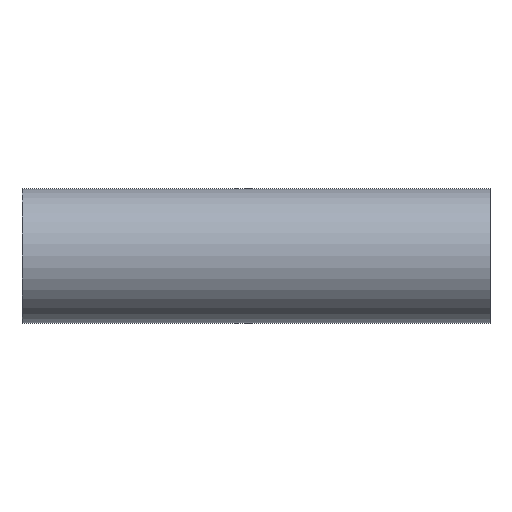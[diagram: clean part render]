
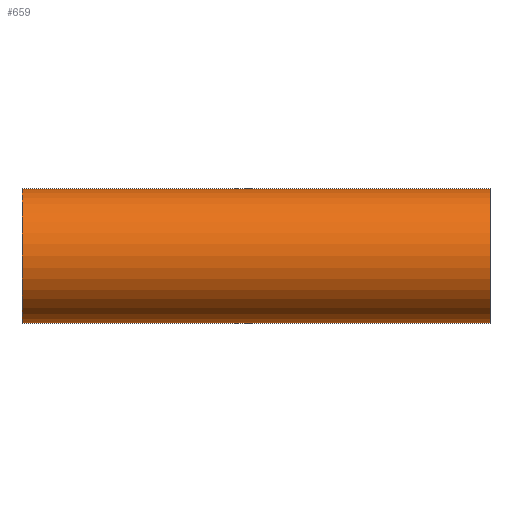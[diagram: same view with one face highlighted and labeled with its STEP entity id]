
A CAD part, left-side view. The second image highlights one B-rep face of the part: STEP entity #659.
In plain terms, the highlighted cylindrical face has radius 57.5 mm (diameter 115 mm), a partial arc.
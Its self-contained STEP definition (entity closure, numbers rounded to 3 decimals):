
#43 = EDGE_CURVE ( 'NONE', #346, #674, #349, .T. ) ;
#60 = DIRECTION ( 'NONE',  ( 0., 1., 0. ) ) ;
#115 = DIRECTION ( 'NONE',  ( 0., 0., -1. ) ) ;
#117 = ORIENTED_EDGE ( 'NONE', *, *, #333, .F. ) ;
#159 = AXIS2_PLACEMENT_3D ( 'NONE', #578, #60, #298 ) ;
#165 = DIRECTION ( 'NONE',  ( 0., -1., 0. ) ) ;
#226 = VERTEX_POINT ( 'NONE', #753 ) ;
#263 = ORIENTED_EDGE ( 'NONE', *, *, #43, .F. ) ;
#286 = CARTESIAN_POINT ( 'NONE',  ( 0., 250., 0. ) ) ;
#298 = DIRECTION ( 'NONE',  ( 0., 0., 1. ) ) ;
#303 = EDGE_CURVE ( 'NONE', #533, #226, #706, .T. ) ;
#317 = AXIS2_PLACEMENT_3D ( 'NONE', #286, #515, #115 ) ;
#332 = CARTESIAN_POINT ( 'NONE',  ( 0., 250., -57.5 ) ) ;
#333 = EDGE_CURVE ( 'NONE', #226, #346, #423, .T. ) ;
#336 = DIRECTION ( 'NONE',  ( 0., -1., 0. ) ) ;
#343 = EDGE_LOOP ( 'NONE', ( #117, #427, #463, #263 ) ) ;
#346 = VERTEX_POINT ( 'NONE', #413 ) ;
#349 = CIRCLE ( 'NONE', #447, 57.5 ) ;
#410 = VECTOR ( 'NONE', #165, 1000. ) ;
#413 = CARTESIAN_POINT ( 'NONE',  ( 0., -150., 57.5 ) ) ;
#423 = LINE ( 'NONE', #545, #449 ) ;
#427 = ORIENTED_EDGE ( 'NONE', *, *, #303, .F. ) ;
#437 = DIRECTION ( 'NONE',  ( 0., 0., 1. ) ) ;
#447 = AXIS2_PLACEMENT_3D ( 'NONE', #570, #336, #437 ) ;
#449 = VECTOR ( 'NONE', #532, 1000. ) ;
#455 = LINE ( 'NONE', #460, #410 ) ;
#460 = CARTESIAN_POINT ( 'NONE',  ( 0., 250., -57.5 ) ) ;
#463 = ORIENTED_EDGE ( 'NONE', *, *, #667, .T. ) ;
#515 = DIRECTION ( 'NONE',  ( 0., -1., 0. ) ) ;
#517 = CARTESIAN_POINT ( 'NONE',  ( 0., -150., -57.5 ) ) ;
#532 = DIRECTION ( 'NONE',  ( 0., -1., 0. ) ) ;
#533 = VERTEX_POINT ( 'NONE', #332 ) ;
#545 = CARTESIAN_POINT ( 'NONE',  ( 0., 250., 57.5 ) ) ;
#570 = CARTESIAN_POINT ( 'NONE',  ( 0., -150., 0. ) ) ;
#578 = CARTESIAN_POINT ( 'NONE',  ( 0., 250., 0. ) ) ;
#586 = FACE_OUTER_BOUND ( 'NONE', #343, .T. ) ;
#659 = ADVANCED_FACE ( 'NONE', ( #586 ), #689, .T. ) ;
#667 = EDGE_CURVE ( 'NONE', #533, #674, #455, .T. ) ;
#674 = VERTEX_POINT ( 'NONE', #517 ) ;
#689 = CYLINDRICAL_SURFACE ( 'NONE', #317, 57.5 ) ;
#706 = CIRCLE ( 'NONE', #159, 57.5 ) ;
#753 = CARTESIAN_POINT ( 'NONE',  ( 0., 250., 57.5 ) ) ;
